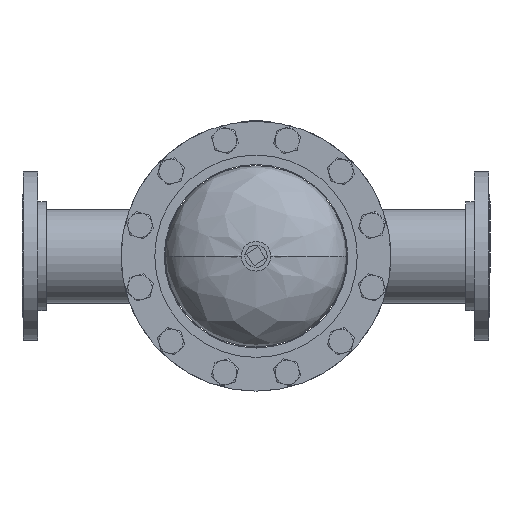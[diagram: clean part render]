
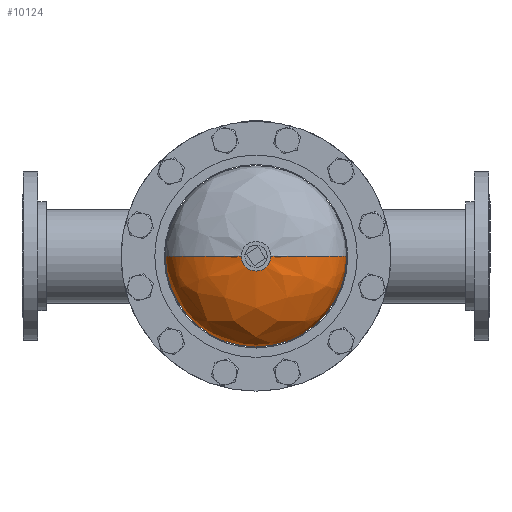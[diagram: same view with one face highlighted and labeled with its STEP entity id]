
A CAD part, front view. The second image highlights one B-rep face of the part: STEP entity #10124.
In plain terms, the highlighted free-form (B-spline) face has degree [3, 3] with [4, 4] control points.
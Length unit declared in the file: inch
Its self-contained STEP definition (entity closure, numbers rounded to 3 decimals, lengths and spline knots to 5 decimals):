
#705 = CARTESIAN_POINT ( 'NONE',  ( 0., 4.97192, -0.75 ) ) ;
#1456 =( BOUNDED_CURVE ( )  B_SPLINE_CURVE ( 3, ( #12320, #7560, #12257, #3468 ),
 .UNSPECIFIED., .F., .T. ) 
 B_SPLINE_CURVE_WITH_KNOTS ( ( 4, 4 ),
 ( 0., 1.4308 ),
 .UNSPECIFIED. ) 
 CURVE ( )  GEOMETRIC_REPRESENTATION_ITEM ( )  RATIONAL_B_SPLINE_CURVE ( ( 1., 0.837, 0.837, 1. ) ) 
 REPRESENTATION_ITEM ( '' )  );
#1481 = CIRCLE ( 'NONE', #5169, 0.75 ) ;
#1598 = CARTESIAN_POINT ( 'NONE',  ( 0.75, 4.97192, 0. ) ) ;
#1669 = CARTESIAN_POINT ( 'NONE',  ( -0.75, 4.97192, 0. ) ) ;
#2277 =( BOUNDED_CURVE ( )  B_SPLINE_CURVE ( 3, ( #2552, #7316, #5503, #2452 ),
 .UNSPECIFIED., .F., .T. ) 
 B_SPLINE_CURVE_WITH_KNOTS ( ( 4, 4 ),
 ( 0., 1.4308 ),
 .UNSPECIFIED. ) 
 CURVE ( )  GEOMETRIC_REPRESENTATION_ITEM ( )  RATIONAL_B_SPLINE_CURVE ( ( 1., 0.837, 0.837, 1. ) ) 
 REPRESENTATION_ITEM ( '' )  );
#2452 = CARTESIAN_POINT ( 'NONE',  ( -0.75, 4.97192, 0. ) ) ;
#2552 = CARTESIAN_POINT ( 'NONE',  ( -5.375, 2.13, 0. ) ) ;
#2695 = EDGE_LOOP ( 'NONE', ( #9049, #9910, #11467, #8964, #10476 ) ) ;
#2933 = VERTEX_POINT ( 'NONE', #9613 ) ;
#3146 = AXIS2_PLACEMENT_3D ( 'NONE', #10323, #7506, #10384 ) ;
#3408 = CIRCLE ( 'NONE', #11398, 0.75 ) ;
#3468 = CARTESIAN_POINT ( 'NONE',  ( 0.75, 4.97192, 0. ) ) ;
#3504 = VERTEX_POINT ( 'NONE', #12028 ) ;
#3644 =( BOUNDED_SURFACE ( )  B_SPLINE_SURFACE ( 3, 3, ( 
 ( #4612, #6724, #6537, #12501 ),
 ( #3716, #12626, #3917, #9665 ),
 ( #7685, #6655, #7563, #7619 ),
 ( #1669, #10571, #11735, #8653 ) ),
 .UNSPECIFIED., .F., .F., .F. ) 
 B_SPLINE_SURFACE_WITH_KNOTS ( ( 4, 4 ),
 ( 4, 4 ),
 ( 0., 1. ),
 ( 0., 1. ),
 .UNSPECIFIED. ) 
 GEOMETRIC_REPRESENTATION_ITEM ( )  RATIONAL_B_SPLINE_SURFACE ( (
 ( 1., 0.333, 0.333, 1.),
 ( 0.837, 0.279, 0.279, 0.837),
 ( 0.837, 0.279, 0.279, 0.837),
 ( 1., 0.333, 0.333, 1.) ) ) 
 REPRESENTATION_ITEM ( '' )  SURFACE ( )  );
#3716 = CARTESIAN_POINT ( 'NONE',  ( -5.375, 3.6302, 0. ) ) ;
#3917 = CARTESIAN_POINT ( 'NONE',  ( 5.375, 3.6302, -10.75 ) ) ;
#4200 = VERTEX_POINT ( 'NONE', #705 ) ;
#4402 = EDGE_CURVE ( 'NONE', #10880, #4200, #1481, .T. ) ;
#4612 = CARTESIAN_POINT ( 'NONE',  ( -5.375, 2.13, 0. ) ) ;
#4870 = FACE_OUTER_BOUND ( 'NONE', #2695, .T. ) ;
#5169 = AXIS2_PLACEMENT_3D ( 'NONE', #12169, #8323, #5307 ) ;
#5307 = DIRECTION ( 'NONE',  ( 1., 0., 0. ) ) ;
#5417 = CARTESIAN_POINT ( 'NONE',  ( -0.75, 4.97192, 0. ) ) ;
#5503 = CARTESIAN_POINT ( 'NONE',  ( -3.53212, 4.76259, 0. ) ) ;
#5733 = EDGE_CURVE ( 'NONE', #3504, #2933, #5802, .T. ) ;
#5802 = CIRCLE ( 'NONE', #3146, 5.375 ) ;
#6537 = CARTESIAN_POINT ( 'NONE',  ( 5.375, 2.13, -10.75 ) ) ;
#6655 = CARTESIAN_POINT ( 'NONE',  ( -3.53212, 4.76259, -7.06424 ) ) ;
#6724 = CARTESIAN_POINT ( 'NONE',  ( -5.375, 2.13, -10.75 ) ) ;
#7316 = CARTESIAN_POINT ( 'NONE',  ( -5.375, 3.6302, 0. ) ) ;
#7506 = DIRECTION ( 'NONE',  ( 0., -1., 0. ) ) ;
#7560 = CARTESIAN_POINT ( 'NONE',  ( 5.375, 3.6302, 0. ) ) ;
#7563 = CARTESIAN_POINT ( 'NONE',  ( 3.53212, 4.76259, -7.06424 ) ) ;
#7619 = CARTESIAN_POINT ( 'NONE',  ( 3.53212, 4.76259, 0. ) ) ;
#7685 = CARTESIAN_POINT ( 'NONE',  ( -3.53212, 4.76259, 0. ) ) ;
#8323 = DIRECTION ( 'NONE',  ( 0., 1., 0. ) ) ;
#8559 = EDGE_CURVE ( 'NONE', #4200, #11043, #3408, .T. ) ;
#8653 = CARTESIAN_POINT ( 'NONE',  ( 0.75, 4.97192, 0. ) ) ;
#8803 = EDGE_CURVE ( 'NONE', #2933, #10880, #1456, .T. ) ;
#8964 = ORIENTED_EDGE ( 'NONE', *, *, #4402, .F. ) ;
#9049 = ORIENTED_EDGE ( 'NONE', *, *, #5733, .F. ) ;
#9237 = DIRECTION ( 'NONE',  ( 0., 1., 0. ) ) ;
#9613 = CARTESIAN_POINT ( 'NONE',  ( 5.375, 2.13, 0. ) ) ;
#9665 = CARTESIAN_POINT ( 'NONE',  ( 5.375, 3.6302, 0. ) ) ;
#9910 = ORIENTED_EDGE ( 'NONE', *, *, #10941, .T. ) ;
#10124 = ADVANCED_FACE ( 'NONE', ( #4870 ), #3644, .T. ) ;
#10323 = CARTESIAN_POINT ( 'NONE',  ( 0., 2.13, 0. ) ) ;
#10384 = DIRECTION ( 'NONE',  ( 1., 0., 0. ) ) ;
#10471 = CARTESIAN_POINT ( 'NONE',  ( 0., 4.97192, 0. ) ) ;
#10476 = ORIENTED_EDGE ( 'NONE', *, *, #8803, .F. ) ;
#10571 = CARTESIAN_POINT ( 'NONE',  ( -0.75, 4.97192, -1.5 ) ) ;
#10880 = VERTEX_POINT ( 'NONE', #1598 ) ;
#10941 = EDGE_CURVE ( 'NONE', #3504, #11043, #2277, .T. ) ;
#11043 = VERTEX_POINT ( 'NONE', #5417 ) ;
#11398 = AXIS2_PLACEMENT_3D ( 'NONE', #10471, #9237, #12591 ) ;
#11467 = ORIENTED_EDGE ( 'NONE', *, *, #8559, .F. ) ;
#11735 = CARTESIAN_POINT ( 'NONE',  ( 0.75, 4.97192, -1.5 ) ) ;
#12028 = CARTESIAN_POINT ( 'NONE',  ( -5.375, 2.13, 0. ) ) ;
#12169 = CARTESIAN_POINT ( 'NONE',  ( 0., 4.97192, 0. ) ) ;
#12257 = CARTESIAN_POINT ( 'NONE',  ( 3.53212, 4.76259, 0. ) ) ;
#12320 = CARTESIAN_POINT ( 'NONE',  ( 5.375, 2.13, 0. ) ) ;
#12501 = CARTESIAN_POINT ( 'NONE',  ( 5.375, 2.13, 0. ) ) ;
#12591 = DIRECTION ( 'NONE',  ( 1., 0., 0. ) ) ;
#12626 = CARTESIAN_POINT ( 'NONE',  ( -5.375, 3.6302, -10.75 ) ) ;
